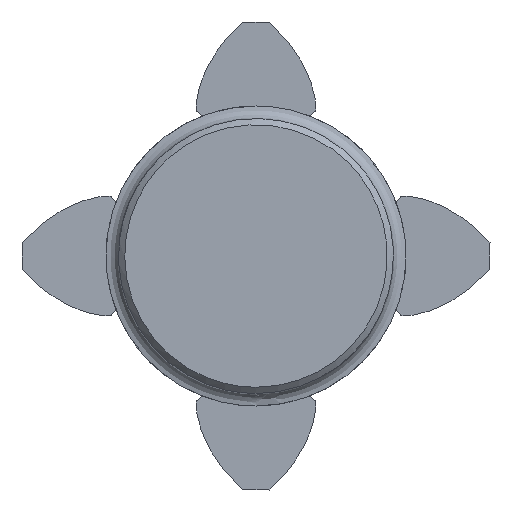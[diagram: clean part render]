
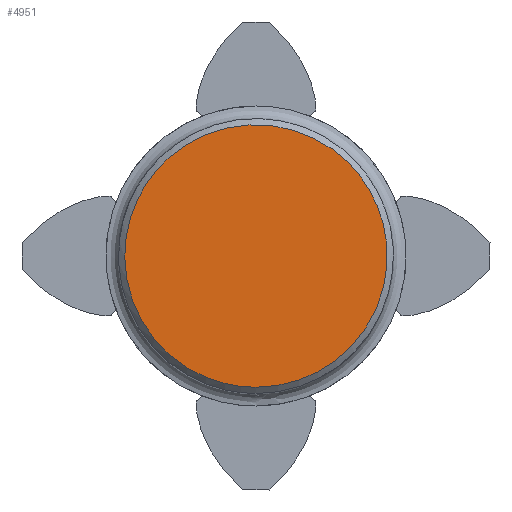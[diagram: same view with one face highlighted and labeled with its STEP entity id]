
A CAD part, left-side view. The second image highlights one B-rep face of the part: STEP entity #4951.
In plain terms, the highlighted free-form (B-spline) face has degree [1, 1] with [2, 2] control points.
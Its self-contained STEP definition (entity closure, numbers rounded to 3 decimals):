
#4951 = ADVANCED_FACE('',(#4952),#4966,.T.);
#4952 = FACE_BOUND('',#4953,.T.);
#4953 = EDGE_LOOP('',(#4954));
#4954 = ORIENTED_EDGE('',*,*,#4955,.T.);
#4955 = EDGE_CURVE('',#4956,#4956,#4958,.T.);
#4956 = VERTEX_POINT('',#4957);
#4957 = CARTESIAN_POINT('',(0.,0.,
    -17.004));
#4958 = ( BOUNDED_CURVE() B_SPLINE_CURVE(2,(#4959,#4960,#4961,#4962,
#4963,#4964,#4965),.UNSPECIFIED.,.T.,.F.) B_SPLINE_CURVE_WITH_KNOTS((1,2
    ,2,2,2,1),(-2.094,0.,2.094,4.189,
6.283,8.378),.UNSPECIFIED.) CURVE() 
GEOMETRIC_REPRESENTATION_ITEM() RATIONAL_B_SPLINE_CURVE((1.,0.5,1.,0.5,
1.,0.5,1.)) REPRESENTATION_ITEM('') );
#4959 = CARTESIAN_POINT('',(0.,0.,-17.004));
#4960 = CARTESIAN_POINT('',(0.,-29.451,
    -17.004));
#4961 = CARTESIAN_POINT('',(0.,-14.726,
    8.502));
#4962 = CARTESIAN_POINT('',(0.,0.,
    34.008));
#4963 = CARTESIAN_POINT('',(0.,14.726,
    8.502));
#4964 = CARTESIAN_POINT('',(0.,29.451,
    -17.004));
#4965 = CARTESIAN_POINT('',(0.,0.,-17.004));
#4966 = B_SPLINE_SURFACE_WITH_KNOTS('',1,1,(
    (#4967,#4968)
    ,(#4969,#4970
    )),.UNSPECIFIED.,.F.,.F.,.F.,(2,2),(2,2),(-21.,21.),(-21.,21.),
  .PIECEWISE_BEZIER_KNOTS.);
#4967 = CARTESIAN_POINT('',(0.,17.004,
    17.004));
#4968 = CARTESIAN_POINT('',(0.,-17.004,
    17.004));
#4969 = CARTESIAN_POINT('',(0.,17.004,
    -17.004));
#4970 = CARTESIAN_POINT('',(0.,-17.004,
    -17.004));
